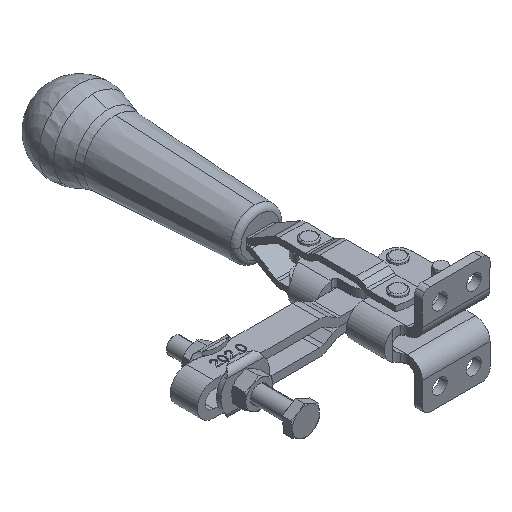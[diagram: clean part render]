
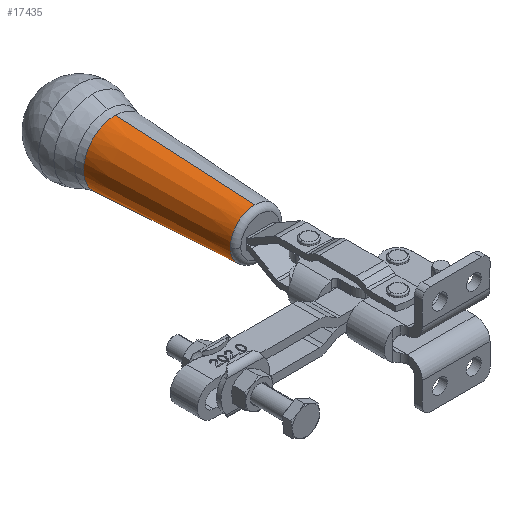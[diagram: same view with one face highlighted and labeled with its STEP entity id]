
A CAD part, isometric view. The second image highlights one B-rep face of the part: STEP entity #17435.
In plain terms, the highlighted conical face has half-angle 2.876 degrees and reference radius 10.383 mm.
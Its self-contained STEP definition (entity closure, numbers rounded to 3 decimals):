
#432=CARTESIAN_POINT('',(-26.946,63.455,-3.));
#433=VERTEX_POINT('',#432);
#441=CARTESIAN_POINT('',(-17.85,63.413,-12.095));
#442=VERTEX_POINT('',#441);
#443=CARTESIAN_POINT('',(-17.85,63.413,-3.));
#444=DIRECTION('',(-0.005,-1.,0.0));
#445=DIRECTION('',(0.0,0.0,-1.0));
#446=AXIS2_PLACEMENT_3D('',#443,#444,#445);
#447=CIRCLE('',#446,9.095);
#448=EDGE_CURVE('',#433,#442,#447,.T.);
#465=CARTESIAN_POINT('',(-17.85,63.413,6.095));
#466=VERTEX_POINT('',#465);
#467=CARTESIAN_POINT('',(-17.611,115.158,8.695));
#468=VERTEX_POINT('',#467);
#469=CARTESIAN_POINT('',(-17.85,63.413,6.095));
#470=DIRECTION('',(0.005,0.999,0.05));
#471=VECTOR('',#470,51.811);
#472=LINE('',#469,#471);
#473=EDGE_CURVE('',#466,#468,#472,.T.);
#483=CARTESIAN_POINT('',(-17.611,115.158,-14.695));
#484=VERTEX_POINT('',#483);
#485=CARTESIAN_POINT('',(-17.611,115.158,-14.695));
#486=DIRECTION('',(-0.005,-0.999,0.05));
#487=VECTOR('',#486,51.811);
#488=LINE('',#485,#487);
#489=EDGE_CURVE('',#484,#442,#488,.T.);
#545=CARTESIAN_POINT('',(-29.305,115.212,-3.));
#546=VERTEX_POINT('',#545);
#556=CARTESIAN_POINT('',(-17.611,115.158,-3.));
#557=DIRECTION('',(0.005,1.,0.0));
#558=DIRECTION('',(0.0,0.0,-1.0));
#559=AXIS2_PLACEMENT_3D('',#556,#557,#558);
#560=CIRCLE('',#559,11.695);
#561=EDGE_CURVE('',#546,#468,#560,.T.);
#17373=CARTESIAN_POINT('',(-17.611,115.158,-3.));
#17374=DIRECTION('',(0.005,1.,0.0));
#17375=DIRECTION('',(0.0,0.0,-1.0));
#17376=AXIS2_PLACEMENT_3D('',#17373,#17374,#17375);
#17377=CIRCLE('',#17376,11.695);
#17378=EDGE_CURVE('',#484,#546,#17377,.T.);
#17416=CARTESIAN_POINT('',(-17.732,89.038,-3.));
#17417=DIRECTION('',(0.005,1.,0.));
#17418=DIRECTION('',(0.,0.,1.0));
#17419=AXIS2_PLACEMENT_3D('',#17416,#17417,#17418);
#17420=CONICAL_SURFACE('',#17419,10.383,2.876);
#17421=ORIENTED_EDGE('',*,*,#473,.T.);
#17422=ORIENTED_EDGE('',*,*,#561,.F.);
#17423=ORIENTED_EDGE('',*,*,#17378,.F.);
#17424=ORIENTED_EDGE('',*,*,#489,.T.);
#17425=ORIENTED_EDGE('',*,*,#448,.F.);
#17426=CARTESIAN_POINT('',(-17.85,63.413,-3.));
#17427=DIRECTION('',(-0.005,-1.,0.0));
#17428=DIRECTION('',(0.0,0.0,-1.0));
#17429=AXIS2_PLACEMENT_3D('',#17426,#17427,#17428);
#17430=CIRCLE('',#17429,9.095);
#17431=EDGE_CURVE('',#466,#433,#17430,.T.);
#17432=ORIENTED_EDGE('',*,*,#17431,.F.);
#17433=EDGE_LOOP('',(#17421,#17422,#17423,#17424,#17425,#17432));
#17434=FACE_OUTER_BOUND('',#17433,.T.);
#17435=ADVANCED_FACE('',(#17434),#17420,.T.);
